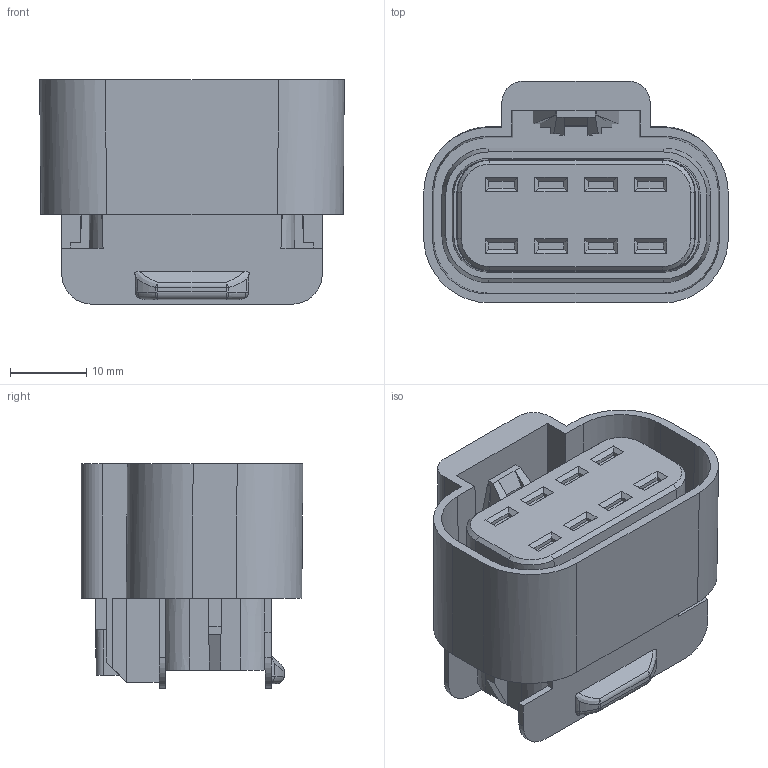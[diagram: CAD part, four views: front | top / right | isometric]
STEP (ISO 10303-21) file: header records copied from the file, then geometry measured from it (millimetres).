
FILE_DESCRIPTION(/* description */ (''),/* implementation_level */ '2;1');
FILE_NAME(/* name */ '15326654-ENV11_06-CONN.stp',/* time_stamp */ '2023-06-14T09:31:45+08:00',/* author */ (''),/* organization */ (''),/* preprocessor_version */ 'ST-DEVELOPER v16',/* originating_system */ 'SIEMENS PLM Software NX 11.0',/* authorisation */ '');
FILE_SCHEMA (('AUTOMOTIVE_DESIGN { 1 0 10303 214 3 1 1 1 }'));
Length unit declared in the file: millimetre
Products named in the file (1): 15326654-ENV11_06-CONN
Bounding box: 39.86 x 29.03 x 29.36 mm (x, y, z)
Volume: 16765.7 mm3; surface area: 9341.8 mm2
Topology: 1 solids, 1 shells, 296 faces, 784 edges, 501 vertices
Faces by surface type: plane 230, cone 34, cylinder 18, bspline 6, sphere 6, torus 2
Entity records: 9112 total; most frequent: CARTESIAN_POINT 1758, ORIENTED_EDGE 1560, DIRECTION 1452, EDGE_CURVE 780, LINE 638, VECTOR 638, VERTEX_POINT 501, AXIS2_PLACEMENT_3D 407
